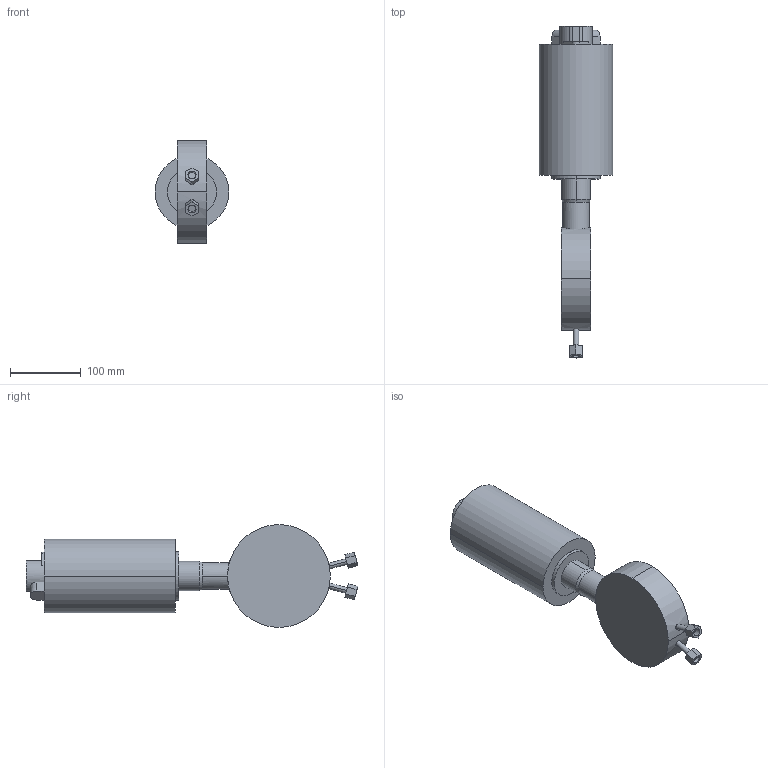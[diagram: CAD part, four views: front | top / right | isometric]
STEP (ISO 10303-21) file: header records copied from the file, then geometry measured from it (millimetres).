
FILE_DESCRIPTION (( 'STEP AP214' ), '1' );
FILE_NAME ('4865076xxx-xxx.STEP', '2014-03-10T08:51:58', ( 'install' ), ( 'Microsoft' ), 'SwSTEP 2.0', 'SolidWorks 2013', '' );
FILE_SCHEMA (( 'AUTOMOTIVE_DESIGN' ));
Length unit declared in the file: millimetre
Products named in the file (1): 4865076xxx-xxx
Bounding box: 104 x 468.31 x 145 mm (x, y, z)
Volume: 2413785.9 mm3; surface area: 145671.1 mm2
Topology: 1 solids, 1 shells, 324 faces, 856 edges, 570 vertices
Faces by surface type: bspline 162, plane 130, cylinder 30, cone 2
Entity records: 13570 total; most frequent: CARTESIAN_POINT 6587, ORIENTED_EDGE 1712, DIRECTION 900, EDGE_CURVE 856, VERTEX_POINT 570, LINE 466, VECTOR 466, EDGE_LOOP 360
